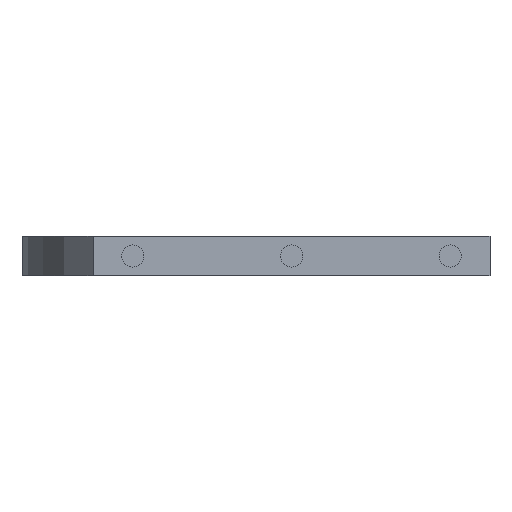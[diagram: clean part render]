
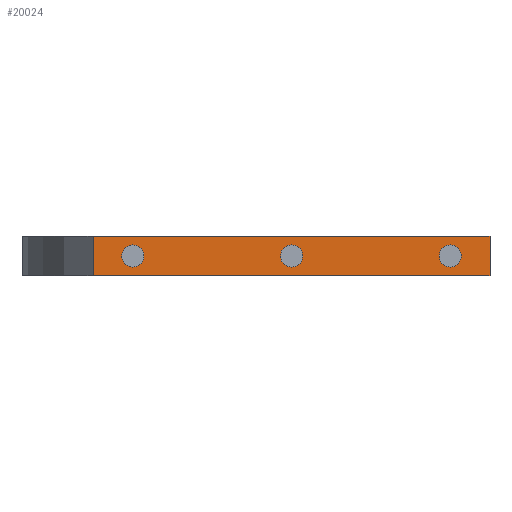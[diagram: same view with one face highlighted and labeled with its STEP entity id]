
A CAD part, front view. The second image highlights one B-rep face of the part: STEP entity #20024.
In plain terms, the highlighted planar face has unit normal (0, -1, 0).
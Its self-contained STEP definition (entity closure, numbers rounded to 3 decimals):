
#117=CIRCLE('',#20734,1.4);
#119=CIRCLE('',#20738,1.4);
#121=CIRCLE('',#20742,1.4);
#187=FACE_BOUND('',#4826,.T.);
#188=FACE_BOUND('',#4827,.T.);
#189=FACE_BOUND('',#4828,.T.);
#3626=FACE_OUTER_BOUND('',#4825,.T.);
#4825=EDGE_LOOP('',(#16190,#16191,#16192,#16193));
#4826=EDGE_LOOP('',(#16194));
#4827=EDGE_LOOP('',(#16195));
#4828=EDGE_LOOP('',(#16196));
#5716=LINE('',#28082,#6914);
#6011=LINE('',#33680,#7209);
#6040=LINE('',#33788,#7238);
#6041=LINE('',#33790,#7239);
#6914=VECTOR('',#21217,10.);
#7209=VECTOR('',#21618,10.);
#7238=VECTOR('',#21755,10.);
#7239=VECTOR('',#21758,10.);
#8334=VERTEX_POINT('',#28079);
#8335=VERTEX_POINT('',#28081);
#8864=VERTEX_POINT('',#33677);
#8865=VERTEX_POINT('',#33679);
#8885=VERTEX_POINT('',#33728);
#8887=VERTEX_POINT('',#33735);
#8889=VERTEX_POINT('',#33742);
#10671=EDGE_CURVE('',#8334,#8335,#5716,.T.);
#11454=EDGE_CURVE('',#8864,#8865,#6011,.T.);
#11475=EDGE_CURVE('',#8885,#8885,#117,.T.);
#11478=EDGE_CURVE('',#8887,#8887,#119,.T.);
#11481=EDGE_CURVE('',#8889,#8889,#121,.T.);
#11504=EDGE_CURVE('',#8334,#8865,#6040,.T.);
#11505=EDGE_CURVE('',#8335,#8864,#6041,.T.);
#16190=ORIENTED_EDGE('',*,*,#10671,.F.);
#16191=ORIENTED_EDGE('',*,*,#11504,.T.);
#16192=ORIENTED_EDGE('',*,*,#11454,.F.);
#16193=ORIENTED_EDGE('',*,*,#11505,.F.);
#16194=ORIENTED_EDGE('',*,*,#11475,.T.);
#16195=ORIENTED_EDGE('',*,*,#11478,.T.);
#16196=ORIENTED_EDGE('',*,*,#11481,.T.);
#19363=PLANE('',#20765);
#20024=ADVANCED_FACE('',(#3626,#187,#188,#189),#19363,.T.);
#20734=AXIS2_PLACEMENT_3D('',#33729,#21670,#21671);
#20738=AXIS2_PLACEMENT_3D('',#33736,#21679,#21680);
#20742=AXIS2_PLACEMENT_3D('',#33743,#21688,#21689);
#20765=AXIS2_PLACEMENT_3D('',#33789,#21756,#21757);
#21217=DIRECTION('',(-1.,0.,0.));
#21618=DIRECTION('',(1.,0.,0.));
#21670=DIRECTION('center_axis',(0.,1.,0.));
#21671=DIRECTION('ref_axis',(1.,0.,0.));
#21679=DIRECTION('center_axis',(0.,1.,0.));
#21680=DIRECTION('ref_axis',(1.,0.,0.));
#21688=DIRECTION('center_axis',(0.,1.,0.));
#21689=DIRECTION('ref_axis',(1.,0.,0.));
#21755=DIRECTION('',(0.,0.,1.));
#21756=DIRECTION('center_axis',(0.,-1.,0.));
#21757=DIRECTION('ref_axis',(1.,0.,0.));
#21758=DIRECTION('',(0.,0.,1.));
#28079=CARTESIAN_POINT('',(632.209,-8.149,0.));
#28081=CARTESIAN_POINT('',(582.209,-8.149,0.));
#28082=CARTESIAN_POINT('',(632.209,-8.149,0.));
#33677=CARTESIAN_POINT('',(582.209,-8.149,5.));
#33679=CARTESIAN_POINT('',(632.209,-8.149,5.));
#33680=CARTESIAN_POINT('',(632.209,-8.149,5.));
#33728=CARTESIAN_POINT('',(585.809,-8.149,2.5));
#33729=CARTESIAN_POINT('Origin',(587.209,-8.149,2.5));
#33735=CARTESIAN_POINT('',(605.809,-8.149,2.5));
#33736=CARTESIAN_POINT('Origin',(607.209,-8.149,2.5));
#33742=CARTESIAN_POINT('',(625.809,-8.149,2.5));
#33743=CARTESIAN_POINT('Origin',(627.209,-8.149,2.5));
#33788=CARTESIAN_POINT('',(632.209,-8.149,0.));
#33789=CARTESIAN_POINT('Origin',(582.209,-8.149,0.));
#33790=CARTESIAN_POINT('',(582.209,-8.149,0.));
